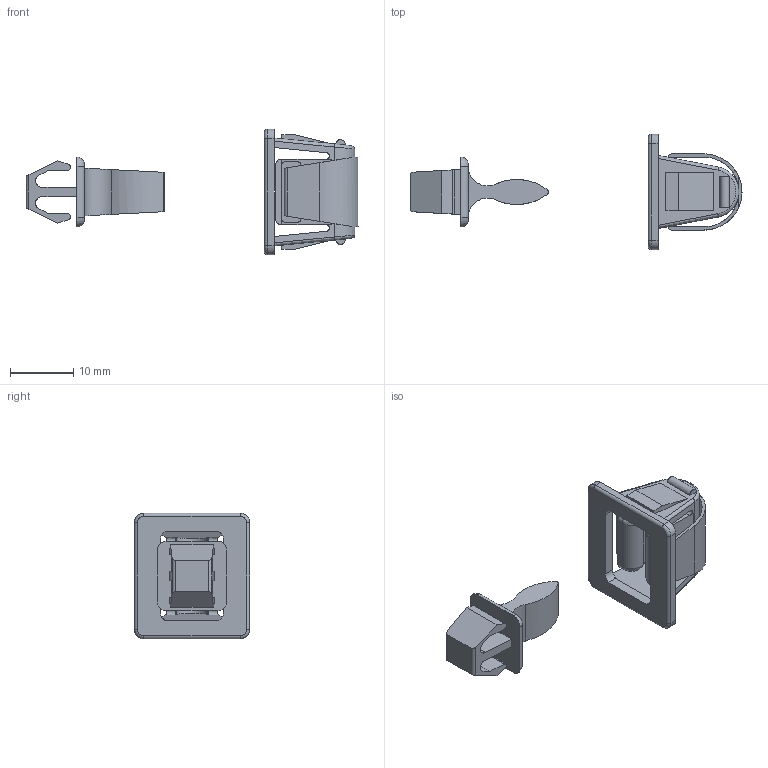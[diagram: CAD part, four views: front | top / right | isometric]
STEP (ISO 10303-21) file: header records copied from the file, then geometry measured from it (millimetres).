
FILE_DESCRIPTION((''),'2;1');
FILE_NAME('','2006-01-16T15:46:16',(''),(''),'','CADfix','');
FILE_SCHEMA(('AUTOMOTIVE_DESIGN'));
Length unit declared in the file: millimetre
Products named in the file (4): leaf spring; keeper; base; TL_165_30091_36
Assembly tree (3 placements, depth 2):
  TL_165_30091_36
    leaf spring
    keeper
    base
Bounding box: 52.32 x 18.2 x 19.8 mm (x, y, z)
Volume: 1978.5 mm3; surface area: 3388.2 mm2
Topology: 3 solids, 3 shells, 178 faces, 485 edges, 315 vertices
Faces by surface type: bspline 178
Entity records: 7547 total; most frequent: CARTESIAN_POINT 4599, ORIENTED_EDGE 970, EDGE_CURVE 485, QUASI_UNIFORM_CURVE 318, VERTEX_POINT 315, EDGE_LOOP 188, FACE_OUTER_BOUND 178, ADVANCED_FACE 178
